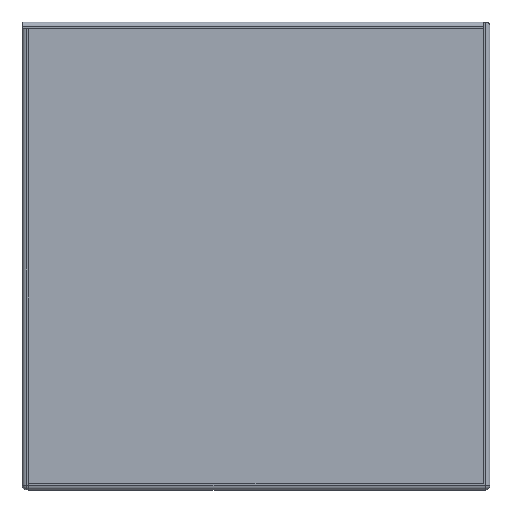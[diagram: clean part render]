
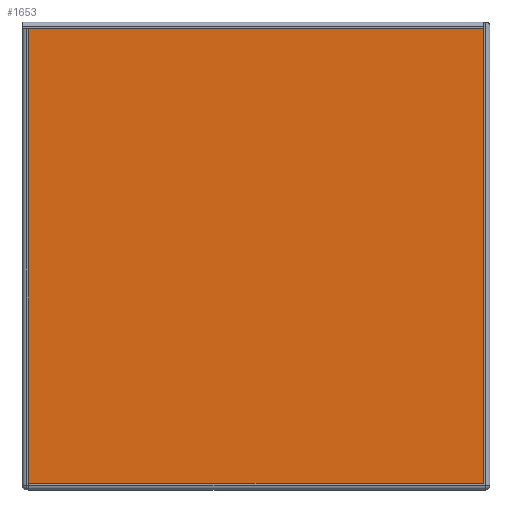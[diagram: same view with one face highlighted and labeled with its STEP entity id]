
A CAD part, top view. The second image highlights one B-rep face of the part: STEP entity #1653.
In plain terms, the highlighted planar face has unit normal (0, 0, 1).
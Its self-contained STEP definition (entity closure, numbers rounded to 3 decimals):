
#120=FACE_OUTER_BOUND('',#224,.T.);
#224=EDGE_LOOP('',(#1112,#1113,#1114,#1115));
#326=LINE('',#2425,#514);
#330=LINE('',#2433,#518);
#333=LINE('',#2439,#521);
#336=LINE('',#2444,#524);
#514=VECTOR('',#1931,10.);
#518=VECTOR('',#1937,10.);
#521=VECTOR('',#1942,10.);
#524=VECTOR('',#1947,10.);
#702=VERTEX_POINT('',#2423);
#703=VERTEX_POINT('',#2424);
#706=VERTEX_POINT('',#2432);
#708=VERTEX_POINT('',#2438);
#856=EDGE_CURVE('',#702,#703,#326,.T.);
#860=EDGE_CURVE('',#706,#702,#330,.T.);
#863=EDGE_CURVE('',#708,#706,#333,.T.);
#866=EDGE_CURVE('',#703,#708,#336,.T.);
#1112=ORIENTED_EDGE('',*,*,#866,.F.);
#1113=ORIENTED_EDGE('',*,*,#856,.F.);
#1114=ORIENTED_EDGE('',*,*,#860,.F.);
#1115=ORIENTED_EDGE('',*,*,#863,.F.);
#1580=PLANE('',#1779);
#1653=ADVANCED_FACE('',(#120),#1580,.T.);
#1779=AXIS2_PLACEMENT_3D('',#2446,#1949,#1950);
#1931=DIRECTION('',(0.,-1.,0.));
#1937=DIRECTION('',(1.,0.,0.));
#1942=DIRECTION('',(0.,1.,0.));
#1947=DIRECTION('',(-1.,0.,0.));
#1949=DIRECTION('center_axis',(0.,0.,1.));
#1950=DIRECTION('ref_axis',(1.,0.,0.));
#2423=CARTESIAN_POINT('',(54.284,50.,0.));
#2424=CARTESIAN_POINT('',(54.284,-54.284,0.));
#2425=CARTESIAN_POINT('',(54.284,50.,0.));
#2432=CARTESIAN_POINT('',(-50.,50.,0.));
#2433=CARTESIAN_POINT('',(-50.,50.,0.));
#2438=CARTESIAN_POINT('',(-50.,-54.284,0.));
#2439=CARTESIAN_POINT('',(-50.,-54.284,0.));
#2444=CARTESIAN_POINT('',(54.284,-54.284,0.));
#2446=CARTESIAN_POINT('Origin',(2.142,-2.142,0.));
